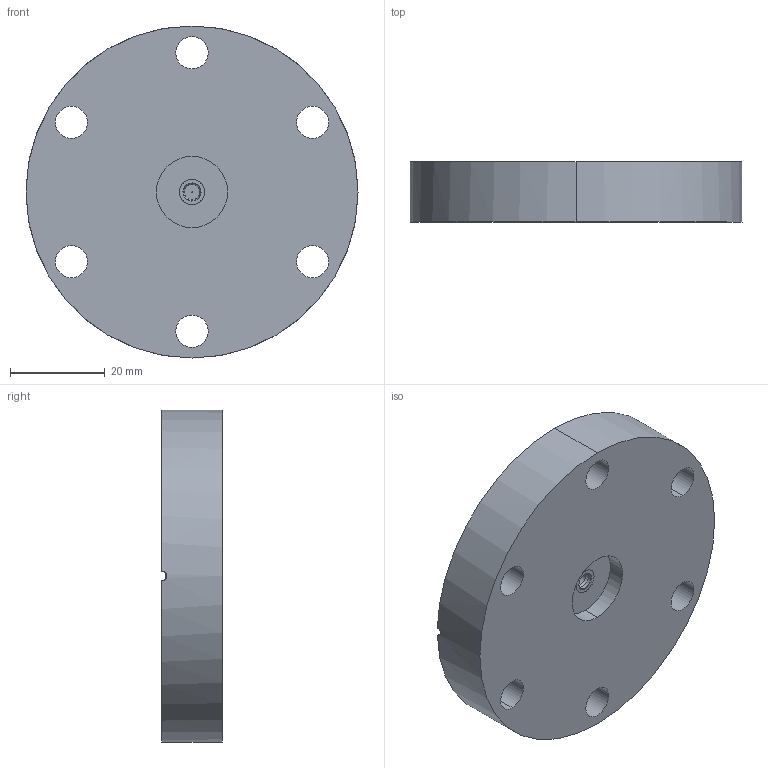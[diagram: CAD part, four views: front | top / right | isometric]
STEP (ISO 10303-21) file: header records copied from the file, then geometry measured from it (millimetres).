
FILE_DESCRIPTION (( 'STEP AP214' ), '1' );
FILE_NAME ('242-SMPD-SD-C40_00.STEP', '2024-10-11T09:56:44', ( '' ), ( '' ), 'SwSTEP 2.0', 'SolidWorks 2022', '' );
FILE_SCHEMA (( 'AUTOMOTIVE_DESIGN' ));
Length unit declared in the file: millimetre
Products named in the file (3): 242-SMPD-SD-C40_00; 9242-SMPD-C40-X_9242-SMPD-C40; 242-SMPD-SD
Assembly tree (2 placements, depth 2):
  242-SMPD-SD-C40_00
    9242-SMPD-C40-X_9242-SMPD-C40
    242-SMPD-SD
Bounding box: 70 x 12.7 x 70 mm (x, y, z)
Volume: 43172.9 mm3; surface area: 12537.2 mm2
Topology: 3 solids, 3 shells, 61 faces, 144 edges, 88 vertices
Faces by surface type: cylinder 34, cone 12, plane 9, sphere 4, torus 2
Entity records: 1937 total; most frequent: CARTESIAN_POINT 348, DIRECTION 348, ORIENTED_EDGE 272, AXIS2_PLACEMENT_3D 150, EDGE_CURVE 136, CIRCLE 84, VERTEX_POINT 84, EDGE_LOOP 78
